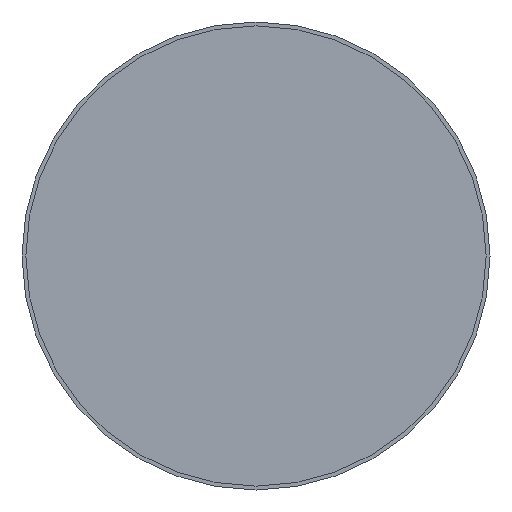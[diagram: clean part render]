
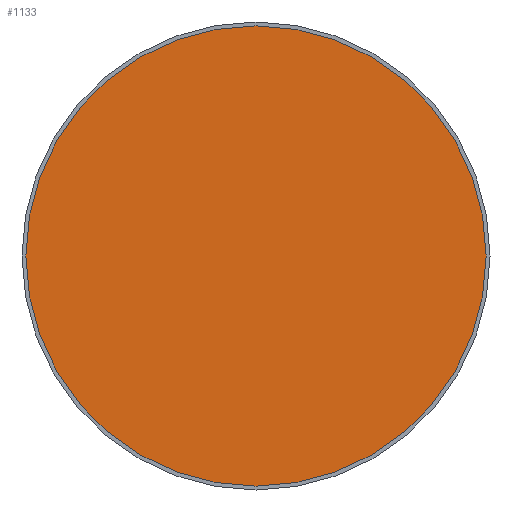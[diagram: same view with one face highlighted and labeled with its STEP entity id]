
A CAD part, front view. The second image highlights one B-rep face of the part: STEP entity #1133.
In plain terms, the highlighted planar face has unit normal (0, -1, 0).
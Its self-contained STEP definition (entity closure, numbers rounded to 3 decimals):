
#327=CARTESIAN_POINT('',(0.,0.,0.));
#328=DIRECTION('',(0.,-1.,0.));
#329=DIRECTION('',(1.,0.,0.));
#330=AXIS2_PLACEMENT_3D('',#327,#328,#329);
#350=CARTESIAN_POINT('',(0.,0.,0.));
#351=DIRECTION('',(0.,1.,0.));
#352=DIRECTION('',(1.,0.,0.));
#353=AXIS2_PLACEMENT_3D('',#350,#351,#352);
#1006=CARTESIAN_POINT('',(59.,0.,0.));
#1008=VERTEX_POINT('',#1006);
#1020=CARTESIAN_POINT('',(-59.,0.,0.));
#1022=VERTEX_POINT('',#1020);
#1122=CARTESIAN_POINT('',(0.,0.,0.));
#1123=DIRECTION('',(0.,-1.,0.));
#1124=DIRECTION('',(-1.,0.,0.));
#1125=AXIS2_PLACEMENT_3D('',#1122,#1123,#1124);
#1126=PLANE('',#1125);
#1128=ORIENTED_EDGE('',*,*,#1127,.F.);
#1130=ORIENTED_EDGE('',*,*,#1129,.T.);
#1131=EDGE_LOOP('',(#1128,#1130));
#1132=FACE_OUTER_BOUND('',#1131,.F.);
#331=CIRCLE('',#330,59.);
#354=CIRCLE('',#353,59.);
#1127=EDGE_CURVE('',#1008,#1022,#331,.T.);
#1129=EDGE_CURVE('',#1008,#1022,#354,.T.);
#1133=ADVANCED_FACE('',(#1132),#1126,.T.);
